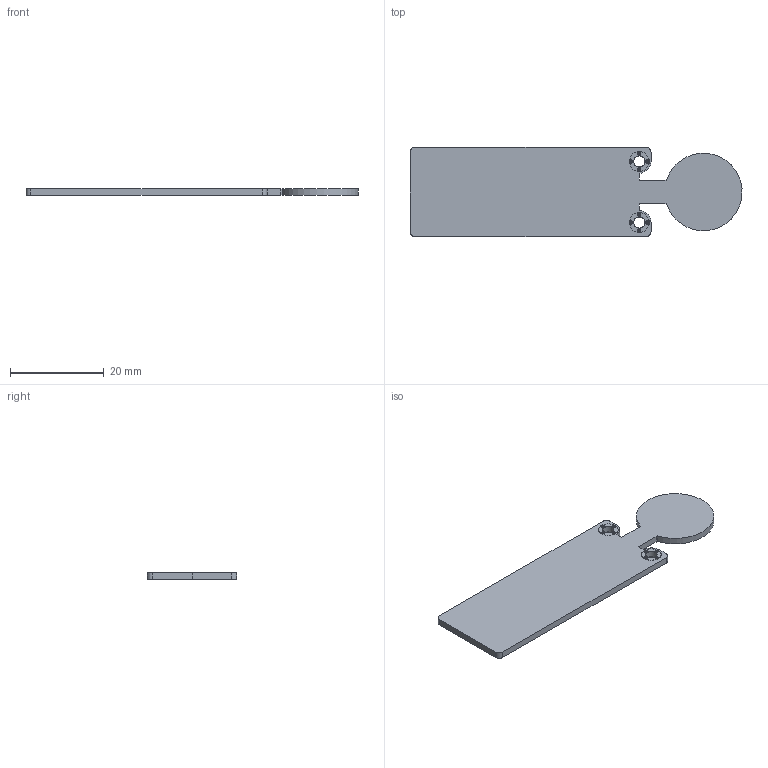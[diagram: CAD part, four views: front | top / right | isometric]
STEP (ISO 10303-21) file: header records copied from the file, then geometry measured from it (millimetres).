
FILE_DESCRIPTION(('KiCad electronic assembly'),'2;1');
FILE_NAME('Strain Gauge POC Board V1.step','2025-06-03T18:17:15',( 'Pcbnew'),('Kicad'),'Open CASCADE STEP processor 7.8', 'KiCad to STEP converter','Unknown');
FILE_SCHEMA(('AUTOMOTIVE_DESIGN { 1 0 10303 214 1 1 1 1 }'));
Length unit declared in the file: millimetre
Products named in the file (3): Strain Gauge POC Board V1 1; Strain Gauge POC Board V1_pad; Strain Gauge POC Board V1_PCB
Assembly tree (2 placements, depth 2):
  Strain Gauge POC Board V1 1
    Strain Gauge POC Board V1_pad
    Strain Gauge POC Board V1_PCB
Bounding box: 70.67 x 19 x 1.52 mm (x, y, z)
Volume: 1688.7 mm3; surface area: 2836.1 mm2
Topology: 31 solids, 31 shells, 169 faces, 321 edges, 214 vertices
Faces by surface type: cylinder 93, plane 76
Full cylindrical faces by diameter (mm): 0.25 x40, 0.3 x16, 0.7 x16, 2.35 x6, 2.4 x4, 4.2 x4
Entity records: 4772 total; most frequent: DIRECTION 851, CARTESIAN_POINT 707, ORIENTED_EDGE 642, AXIS2_PLACEMENT_3D 358, EDGE_CURVE 321, FACE_BOUND 281, EDGE_LOOP 281, VERTEX_POINT 214
